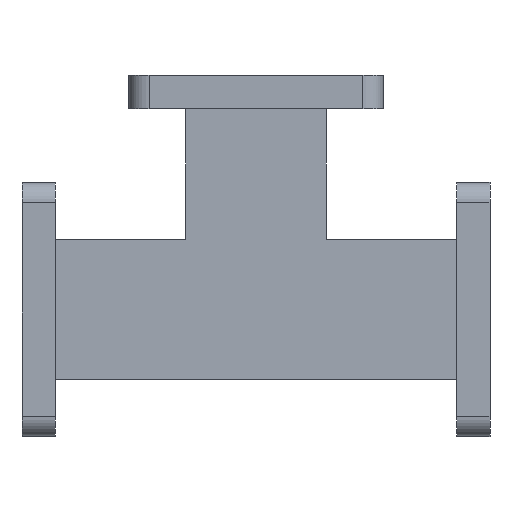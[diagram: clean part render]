
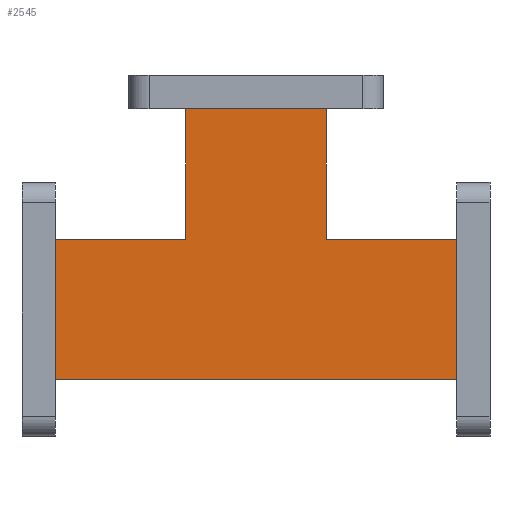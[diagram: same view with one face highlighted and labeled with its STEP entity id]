
A CAD part, front view. The second image highlights one B-rep face of the part: STEP entity #2545.
In plain terms, the highlighted planar face has unit normal (0, -1, 0).
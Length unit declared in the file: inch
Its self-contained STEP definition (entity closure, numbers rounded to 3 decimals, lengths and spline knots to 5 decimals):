
#9 = ORIENTED_EDGE ( 'NONE', *, *, #1089, .F. ) ;
#58 = VERTEX_POINT ( 'NONE', #1533 ) ;
#213 = LINE ( 'NONE', #703, #1634 ) ;
#250 = EDGE_CURVE ( 'NONE', #2218, #2455, #2154, .T. ) ;
#385 = VECTOR ( 'NONE', #1218, 39.37008 ) ;
#396 = EDGE_CURVE ( 'NONE', #1700, #1883, #831, .T. ) ;
#457 = EDGE_LOOP ( 'NONE', ( #1741, #9, #608, #2417, #1638, #997, #652, #2476 ) ) ;
#461 = AXIS2_PLACEMENT_3D ( 'NONE', #1862, #1100, #2050 ) ;
#467 = VECTOR ( 'NONE', #948, 39.37008 ) ;
#480 = CARTESIAN_POINT ( 'NONE',  ( 0.41437, -0.22687, 0. ) ) ;
#507 = EDGE_CURVE ( 'NONE', #58, #2973, #2048, .T. ) ;
#508 = LINE ( 'NONE', #1453, #385 ) ;
#578 = CARTESIAN_POINT ( 'NONE',  ( -2.12593, -0.22687, -1.59547 ) ) ;
#608 = ORIENTED_EDGE ( 'NONE', *, *, #396, .T. ) ;
#652 = ORIENTED_EDGE ( 'NONE', *, *, #700, .T. ) ;
#700 = EDGE_CURVE ( 'NONE', #2311, #2218, #508, .T. ) ;
#703 = CARTESIAN_POINT ( 'NONE',  ( -2.12593, -0.22687, -0.76673 ) ) ;
#706 = CARTESIAN_POINT ( 'NONE',  ( -0.41437, -0.22687, -1.71156 ) ) ;
#759 = LINE ( 'NONE', #2658, #467 ) ;
#803 = DIRECTION ( 'NONE',  ( 1., 0., 0. ) ) ;
#831 = LINE ( 'NONE', #2801, #988 ) ;
#848 = DIRECTION ( 'NONE',  ( 0., 0., 1. ) ) ;
#913 = CARTESIAN_POINT ( 'NONE',  ( 1.1811, -0.22687, -0.76673 ) ) ;
#919 = VECTOR ( 'NONE', #803, 39.37008 ) ;
#948 = DIRECTION ( 'NONE',  ( 1., 0., 0. ) ) ;
#988 = VECTOR ( 'NONE', #3026, 39.37008 ) ;
#997 = ORIENTED_EDGE ( 'NONE', *, *, #2038, .F. ) ;
#1025 = LINE ( 'NONE', #578, #919 ) ;
#1089 = EDGE_CURVE ( 'NONE', #1700, #3015, #759, .T. ) ;
#1100 = DIRECTION ( 'NONE',  ( 0., 1., 0. ) ) ;
#1160 = VECTOR ( 'NONE', #1954, 39.37008 ) ;
#1218 = DIRECTION ( 'NONE',  ( 0., 0., 1. ) ) ;
#1339 = VECTOR ( 'NONE', #3085, 39.37008 ) ;
#1414 = CARTESIAN_POINT ( 'NONE',  ( -0.41437, -0.22687, -0.76673 ) ) ;
#1453 = CARTESIAN_POINT ( 'NONE',  ( 0.41437, -0.22687, -1.71156 ) ) ;
#1533 = CARTESIAN_POINT ( 'NONE',  ( 1.1811, -0.22687, -1.59547 ) ) ;
#1634 = VECTOR ( 'NONE', #1855, 39.37008 ) ;
#1638 = ORIENTED_EDGE ( 'NONE', *, *, #507, .T. ) ;
#1700 = VERTEX_POINT ( 'NONE', #2242 ) ;
#1741 = ORIENTED_EDGE ( 'NONE', *, *, #3078, .F. ) ;
#1855 = DIRECTION ( 'NONE',  ( 1., 0., 0. ) ) ;
#1862 = CARTESIAN_POINT ( 'NONE',  ( 0.41437, -0.22687, -1.71156 ) ) ;
#1883 = VERTEX_POINT ( 'NONE', #2260 ) ;
#1900 = CARTESIAN_POINT ( 'NONE',  ( 0.41437, -0.22687, -0.76673 ) ) ;
#1954 = DIRECTION ( 'NONE',  ( 0., 0., 1. ) ) ;
#2031 = CARTESIAN_POINT ( 'NONE',  ( -0.41437, -0.22687, 0. ) ) ;
#2038 = EDGE_CURVE ( 'NONE', #2311, #2973, #213, .T. ) ;
#2048 = LINE ( 'NONE', #3000, #2250 ) ;
#2050 = DIRECTION ( 'NONE',  ( 0., 0., 1. ) ) ;
#2154 = LINE ( 'NONE', #480, #1339 ) ;
#2218 = VERTEX_POINT ( 'NONE', #2868 ) ;
#2242 = CARTESIAN_POINT ( 'NONE',  ( -1.1811, -0.22687, -0.76673 ) ) ;
#2250 = VECTOR ( 'NONE', #848, 39.37008 ) ;
#2260 = CARTESIAN_POINT ( 'NONE',  ( -1.1811, -0.22687, -1.59547 ) ) ;
#2305 = FACE_OUTER_BOUND ( 'NONE', #457, .T. ) ;
#2311 = VERTEX_POINT ( 'NONE', #1900 ) ;
#2405 = EDGE_CURVE ( 'NONE', #1883, #58, #1025, .T. ) ;
#2417 = ORIENTED_EDGE ( 'NONE', *, *, #2405, .T. ) ;
#2455 = VERTEX_POINT ( 'NONE', #2031 ) ;
#2476 = ORIENTED_EDGE ( 'NONE', *, *, #250, .T. ) ;
#2545 = ADVANCED_FACE ( 'NONE', ( #2305 ), #2577, .F. ) ;
#2577 = PLANE ( 'NONE',  #461 ) ;
#2658 = CARTESIAN_POINT ( 'NONE',  ( -2.12593, -0.22687, -0.76673 ) ) ;
#2703 = LINE ( 'NONE', #706, #1160 ) ;
#2801 = CARTESIAN_POINT ( 'NONE',  ( -1.1811, -0.22687, -1.59547 ) ) ;
#2868 = CARTESIAN_POINT ( 'NONE',  ( 0.41437, -0.22687, 0. ) ) ;
#2973 = VERTEX_POINT ( 'NONE', #913 ) ;
#3000 = CARTESIAN_POINT ( 'NONE',  ( 1.1811, -0.22687, -1.59547 ) ) ;
#3015 = VERTEX_POINT ( 'NONE', #1414 ) ;
#3026 = DIRECTION ( 'NONE',  ( 0., 0., -1. ) ) ;
#3078 = EDGE_CURVE ( 'NONE', #3015, #2455, #2703, .T. ) ;
#3085 = DIRECTION ( 'NONE',  ( -1., 0., 0. ) ) ;
